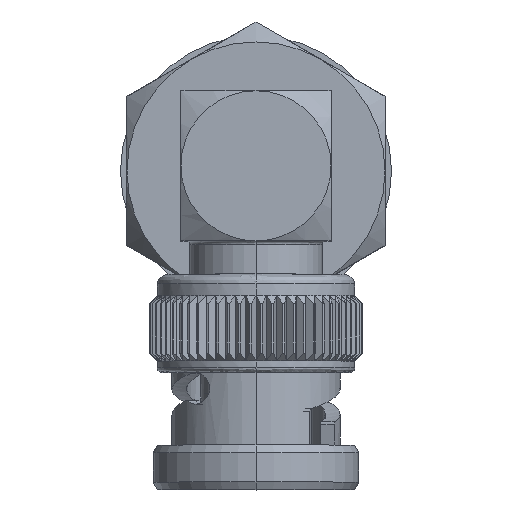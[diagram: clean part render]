
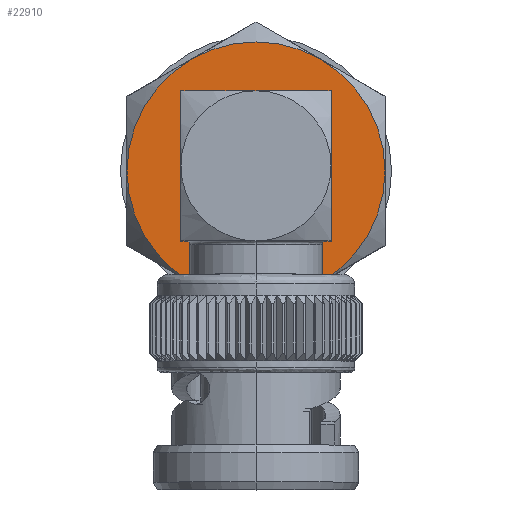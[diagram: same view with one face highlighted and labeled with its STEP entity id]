
A CAD part, top view. The second image highlights one B-rep face of the part: STEP entity #22910.
In plain terms, the highlighted face is planar.
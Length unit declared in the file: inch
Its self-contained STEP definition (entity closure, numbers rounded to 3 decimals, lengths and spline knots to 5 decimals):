
#806 = DIRECTION ( 'NONE',  ( 0., -1., 0. ) ) ;
#1134 = CARTESIAN_POINT ( 'NONE',  ( 0.835, -0.34375, 0. ) ) ;
#1599 = VERTEX_POINT ( 'NONE', #1134 ) ;
#1654 = DIRECTION ( 'NONE',  ( -1., 0., 0. ) ) ;
#1946 = ORIENTED_EDGE ( 'NONE', *, *, #26741, .F. ) ;
#3685 = CIRCLE ( 'NONE', #13351, 0.34375 ) ;
#4330 = FACE_OUTER_BOUND ( 'NONE', #10553, .T. ) ;
#4921 = ORIENTED_EDGE ( 'NONE', *, *, #15375, .T. ) ;
#5012 = DIRECTION ( 'NONE',  ( 0., -1., 0. ) ) ;
#5657 = EDGE_CURVE ( 'NONE', #1599, #13693, #8587, .T. ) ;
#5892 = DIRECTION ( 'NONE',  ( -1., 0., 0. ) ) ;
#6347 = DIRECTION ( 'NONE',  ( -1., 0., 0. ) ) ;
#6574 = ORIENTED_EDGE ( 'NONE', *, *, #34247, .F. ) ;
#7670 = DIRECTION ( 'NONE',  ( 0., 1., 0. ) ) ;
#8026 = CARTESIAN_POINT ( 'NONE',  ( 0.835, 0., 0. ) ) ;
#8163 = AXIS2_PLACEMENT_3D ( 'NONE', #32182, #17903, #26478 ) ;
#8587 = CIRCLE ( 'NONE', #33126, 0.34375 ) ;
#9708 = ORIENTED_EDGE ( 'NONE', *, *, #28760, .F. ) ;
#9872 = FACE_BOUND ( 'NONE', #13958, .T. ) ;
#10439 = CIRCLE ( 'NONE', #8163, 0.34375 ) ;
#10446 = AXIS2_PLACEMENT_3D ( 'NONE', #29898, #13975, #27225 ) ;
#10553 = EDGE_LOOP ( 'NONE', ( #30855, #9708, #6574, #27593, #4921, #1946 ) ) ;
#11084 = AXIS2_PLACEMENT_3D ( 'NONE', #19458, #5892, #27150 ) ;
#12997 = EDGE_CURVE ( 'NONE', #20580, #18113, #3685, .T. ) ;
#13351 = AXIS2_PLACEMENT_3D ( 'NONE', #15908, #29489, #5012 ) ;
#13693 = VERTEX_POINT ( 'NONE', #29033 ) ;
#13958 = EDGE_LOOP ( 'NONE', ( #29885, #24396 ) ) ;
#13975 = DIRECTION ( 'NONE',  ( 1., 0., 0. ) ) ;
#13990 = CIRCLE ( 'NONE', #22559, 0.07283 ) ;
#14036 = EDGE_CURVE ( 'NONE', #21802, #17359, #32220, .T. ) ;
#14163 = DIRECTION ( 'NONE',  ( 0., -1., 0. ) ) ;
#14607 = DIRECTION ( 'NONE',  ( 1., 0., 0. ) ) ;
#15375 = EDGE_CURVE ( 'NONE', #20580, #34223, #34564, .T. ) ;
#15908 = CARTESIAN_POINT ( 'NONE',  ( 0.835, 0., 0. ) ) ;
#16178 = CARTESIAN_POINT ( 'NONE',  ( 0.835, 0.34375, 0. ) ) ;
#16241 = CARTESIAN_POINT ( 'NONE',  ( 0.835, 0.17187, 0.2977 ) ) ;
#16346 = CARTESIAN_POINT ( 'NONE',  ( 0.835, -0.17188, -0.2977 ) ) ;
#16745 = CARTESIAN_POINT ( 'NONE',  ( 0.835, 0.17187, -0.2977 ) ) ;
#17359 = VERTEX_POINT ( 'NONE', #17879 ) ;
#17748 = EDGE_CURVE ( 'NONE', #17359, #21802, #13990, .T. ) ;
#17879 = CARTESIAN_POINT ( 'NONE',  ( 0.835, -0.07283, 0. ) ) ;
#17903 = DIRECTION ( 'NONE',  ( -1., 0., 0. ) ) ;
#18113 = VERTEX_POINT ( 'NONE', #16745 ) ;
#18552 = VERTEX_POINT ( 'NONE', #16346 ) ;
#19458 = CARTESIAN_POINT ( 'NONE',  ( 0.835, 0., 0. ) ) ;
#20580 = VERTEX_POINT ( 'NONE', #16178 ) ;
#21802 = VERTEX_POINT ( 'NONE', #29748 ) ;
#22559 = AXIS2_PLACEMENT_3D ( 'NONE', #33041, #14607, #23206 ) ;
#22910 = ADVANCED_FACE ( 'NONE', ( #9872, #4330 ), #34874, .F. ) ;
#22949 = CARTESIAN_POINT ( 'NONE',  ( 0.835, 0., 0. ) ) ;
#23206 = DIRECTION ( 'NONE',  ( 0., -1., 0. ) ) ;
#23279 = CARTESIAN_POINT ( 'NONE',  ( 0.835, 0.4, 0. ) ) ;
#24396 = ORIENTED_EDGE ( 'NONE', *, *, #14036, .F. ) ;
#24557 = CIRCLE ( 'NONE', #33125, 0.34375 ) ;
#26309 = DIRECTION ( 'NONE',  ( 0., -1., 0. ) ) ;
#26478 = DIRECTION ( 'NONE',  ( 0., -1., 0. ) ) ;
#26500 = CIRCLE ( 'NONE', #11084, 0.34375 ) ;
#26741 = EDGE_CURVE ( 'NONE', #13693, #34223, #24557, .T. ) ;
#27150 = DIRECTION ( 'NONE',  ( 0., -1., 0. ) ) ;
#27225 = DIRECTION ( 'NONE',  ( 0., -1., 0. ) ) ;
#27593 = ORIENTED_EDGE ( 'NONE', *, *, #12997, .F. ) ;
#28123 = CARTESIAN_POINT ( 'NONE',  ( 0.835, 0., 0. ) ) ;
#28305 = DIRECTION ( 'NONE',  ( -1., 0., 0. ) ) ;
#28760 = EDGE_CURVE ( 'NONE', #18552, #1599, #10439, .T. ) ;
#29033 = CARTESIAN_POINT ( 'NONE',  ( 0.835, -0.17188, 0.2977 ) ) ;
#29489 = DIRECTION ( 'NONE',  ( -1., 0., 0. ) ) ;
#29748 = CARTESIAN_POINT ( 'NONE',  ( 0.835, 0.07283, 0. ) ) ;
#29885 = ORIENTED_EDGE ( 'NONE', *, *, #17748, .F. ) ;
#29898 = CARTESIAN_POINT ( 'NONE',  ( 0.835, 0., 0. ) ) ;
#30855 = ORIENTED_EDGE ( 'NONE', *, *, #5657, .F. ) ;
#32182 = CARTESIAN_POINT ( 'NONE',  ( 0.835, 0., 0. ) ) ;
#32220 = CIRCLE ( 'NONE', #10446, 0.07283 ) ;
#33041 = CARTESIAN_POINT ( 'NONE',  ( 0.835, 0., 0. ) ) ;
#33125 = AXIS2_PLACEMENT_3D ( 'NONE', #28123, #28305, #14163 ) ;
#33126 = AXIS2_PLACEMENT_3D ( 'NONE', #22949, #6347, #806 ) ;
#34006 = AXIS2_PLACEMENT_3D ( 'NONE', #8026, #35183, #7670 ) ;
#34223 = VERTEX_POINT ( 'NONE', #16241 ) ;
#34247 = EDGE_CURVE ( 'NONE', #18113, #18552, #26500, .T. ) ;
#34564 = CIRCLE ( 'NONE', #34006, 0.34375 ) ;
#34681 = AXIS2_PLACEMENT_3D ( 'NONE', #23279, #1654, #26309 ) ;
#34874 = PLANE ( 'NONE',  #34681 ) ;
#35183 = DIRECTION ( 'NONE',  ( 1., 0., 0. ) ) ;
